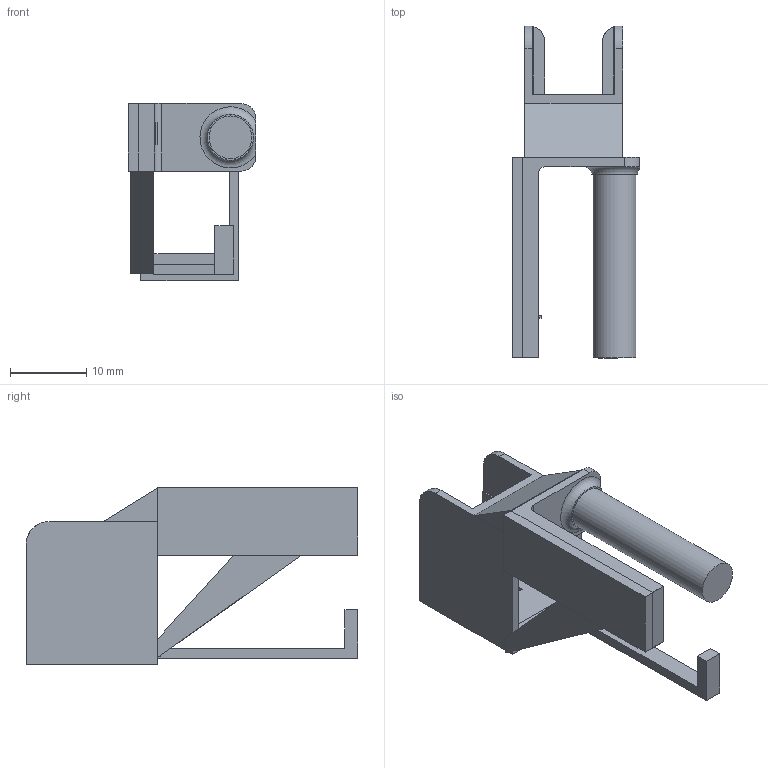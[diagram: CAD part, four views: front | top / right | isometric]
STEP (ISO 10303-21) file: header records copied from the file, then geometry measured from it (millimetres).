
FILE_DESCRIPTION(/* description */ (''),/* implementation_level */ '2;1');
FILE_NAME(/* name */ 'game mounting linear act v8.step',/* time_stamp */ '2023-01-15T21:10:22+08:00',/* author */ (''),/* organization */ (''),/* preprocessor_version */ 'ST-DEVELOPER v19.2',/* originating_system */ 'Autodesk Translation Framework v11.17.0.187',/* authorisation */ '');
FILE_SCHEMA (('AUTOMOTIVE_DESIGN { 1 0 10303 214 3 1 1 }'));
Length unit declared in the file: millimetre
Products named in the file (3): game mounting linear act; limitswitch_home; Component1
Assembly tree (2 placements, depth 2):
  game mounting linear act
    limitswitch_home
    Component1
Bounding box: 16.73 x 43.4 x 23.16 mm (x, y, z)
Volume: 5662.5 mm3; surface area: 7328.2 mm2
Topology: 3 solids, 3 shells, 132 faces, 362 edges, 239 vertices
Faces by surface type: plane 110, cylinder 16, cone 4, torus 2
Full cylindrical faces by diameter (mm): 5.6 x2
Entity records: 4246 total; most frequent: CARTESIAN_POINT 784, ORIENTED_EDGE 724, DIRECTION 670, EDGE_CURVE 362, LINE 300, VECTOR 300, VERTEX_POINT 239, AXIS2_PLACEMENT_3D 185
